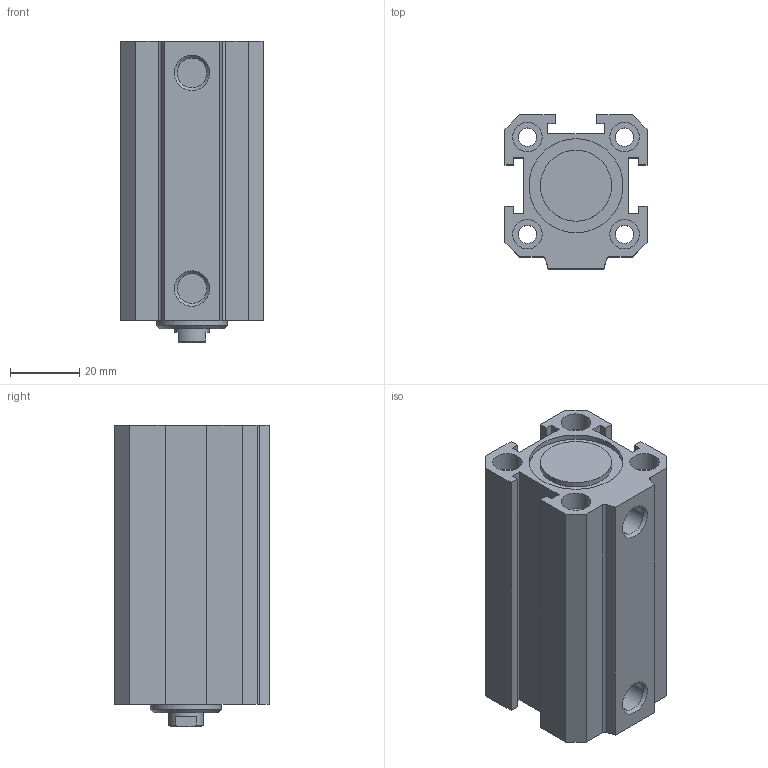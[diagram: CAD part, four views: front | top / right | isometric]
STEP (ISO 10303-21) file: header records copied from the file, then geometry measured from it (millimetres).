
FILE_DESCRIPTION(/* description */ ('Unknown'),/* implementation_level */ '2;1');
FILE_NAME(/* name */ '1501.25.50',/* time_stamp */ '2020-08-14T08:35:43-04:00',/* author */ ('Unknown'),/* organization */ ('Unknown'),/* preprocessor_version */ 'ST-DEVELOPER v16.7',/* originating_system */ 'Solid Edge',/* authorisation */ 'Unknown');
FILE_SCHEMA (('AUTOMOTIVE_DESIGN {1 0 10303 214 3 1 1}'));
Length unit declared in the file: millimetre
Products named in the file (3): 1501.25.50; C_1501_25_0040; S_1501_25_0040
Assembly tree (2 placements, depth 2):
  1501.25.50
    C_1501_25_0040
    S_1501_25_0040
Bounding box: 41 x 44.5 x 87 mm (x, y, z)
Volume: 88066.6 mm3; surface area: 37419 mm2
Topology: 2 solids, 2 shells, 93 faces, 210 edges, 139 vertices
Faces by surface type: plane 62, cylinder 25, cone 6
Full cylindrical faces by diameter (mm): 4.134 x1, 5.3 x4, 8.5 x8, 8.566 x2, 10 x2, 20.5 x2, 25 x2, 27.1 x2
Entity records: 2534 total; most frequent: DIRECTION 428, CARTESIAN_POINT 422, ORIENTED_EDGE 362, EDGE_CURVE 181, AXIS2_PLACEMENT_3D 155, EDGE_LOOP 146, FACE_BOUND 146, VERTEX_POINT 137
